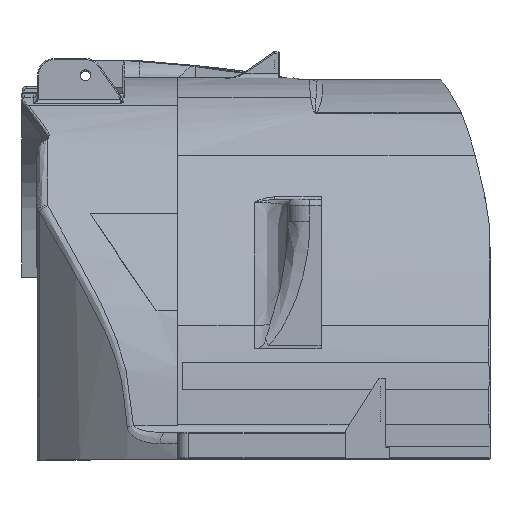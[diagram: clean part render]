
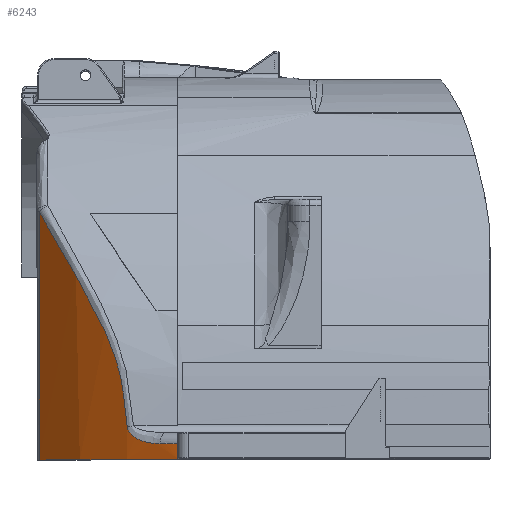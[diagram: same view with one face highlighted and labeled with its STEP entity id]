
A CAD part, front view. The second image highlights one B-rep face of the part: STEP entity #6243.
In plain terms, the highlighted cylindrical face has radius 180 mm (diameter 360 mm), a partial arc.
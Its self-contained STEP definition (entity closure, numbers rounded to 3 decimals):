
#417=B_SPLINE_CURVE_WITH_KNOTS('',3,(#13726,#13727,#13728,#13729),
 .UNSPECIFIED.,.F.,.F.,(4,4),(0.,0.001),
 .UNSPECIFIED.);
#418=B_SPLINE_CURVE_WITH_KNOTS('',3,(#13732,#13733,#13734,#13735,#13736,
#13737,#13738,#13739),.UNSPECIFIED.,.F.,.F.,(4,1,1,1,1,4),(0.,0.003,
0.005,0.01,0.015,0.02),
 .UNSPECIFIED.);
#419=B_SPLINE_CURVE_WITH_KNOTS('',3,(#13741,#13742,#13743,#13744,#13745,
#13746,#13747,#13748,#13749,#13750,#13751,#13752,#13753,#13754),
 .UNSPECIFIED.,.F.,.F.,(4,1,1,1,1,1,1,1,1,1,1,4),(0.003,0.017,
0.031,0.045,0.06,0.074,
0.081,0.088,0.095,0.102,
0.11,0.117),.UNSPECIFIED.);
#647=CYLINDRICAL_SURFACE('',#6662,180.);
#759=CIRCLE('',#6610,180.);
#770=CIRCLE('',#6663,180.);
#1492=ORIENTED_EDGE('',*,*,#3084,.T.);
#1493=ORIENTED_EDGE('',*,*,#3351,.F.);
#1494=ORIENTED_EDGE('',*,*,#3347,.T.);
#1495=ORIENTED_EDGE('',*,*,#3352,.F.);
#1496=ORIENTED_EDGE('',*,*,#3353,.F.);
#1497=ORIENTED_EDGE('',*,*,#3354,.F.);
#1498=ORIENTED_EDGE('',*,*,#3355,.F.);
#3084=EDGE_CURVE('',#4055,#4054,#759,.T.);
#3347=EDGE_CURVE('',#4256,#4255,#4671,.F.);
#3351=EDGE_CURVE('',#4256,#4054,#417,.T.);
#3352=EDGE_CURVE('',#4258,#4255,#770,.F.);
#3353=EDGE_CURVE('',#4259,#4258,#418,.T.);
#3354=EDGE_CURVE('',#4260,#4259,#419,.T.);
#3355=EDGE_CURVE('',#4055,#4260,#4675,.F.);
#4054=VERTEX_POINT('',#9864);
#4055=VERTEX_POINT('',#9866);
#4255=VERTEX_POINT('',#13716);
#4256=VERTEX_POINT('',#13718);
#4258=VERTEX_POINT('',#13731);
#4259=VERTEX_POINT('',#13740);
#4260=VERTEX_POINT('',#13755);
#4671=LINE('',#13717,#4954);
#4675=LINE('',#13756,#4958);
#4954=VECTOR('',#7399,1000.);
#4958=VECTOR('',#7411,1000.);
#5171=EDGE_LOOP('',(#1492,#1493,#1494,#1495,#1496,#1497,#1498));
#5626=FACE_BOUND('',#5171,.T.);
#6243=ADVANCED_FACE('',(#5626),#647,.T.);
#6610=AXIS2_PLACEMENT_3D('',#9865,#7224,#7225);
#6662=AXIS2_PLACEMENT_3D('',#13725,#7407,#7408);
#6663=AXIS2_PLACEMENT_3D('',#13730,#7409,#7410);
#7224=DIRECTION('',(0.,0.008,1.));
#7225=DIRECTION('',(0.,1.,-0.008));
#7399=DIRECTION('',(0.,-0.008,-1.));
#7407=DIRECTION('',(0.,-0.008,-1.));
#7408=DIRECTION('',(0.,1.,-0.008));
#7409=DIRECTION('',(0.,-0.008,-1.));
#7410=DIRECTION('',(0.,-1.,0.008));
#7411=DIRECTION('',(0.,-0.008,-1.));
#9864=CARTESIAN_POINT('',(129.98,651.865,103.234));
#9865=CARTESIAN_POINT('',(208.48,813.84,101.948));
#9866=CARTESIAN_POINT('',(67.165,702.354,102.833));
#13716=CARTESIAN_POINT('',(129.48,652.164,110.231));
#13717=CARTESIAN_POINT('',(129.48,652.783,188.229));
#13718=CARTESIAN_POINT('',(129.48,652.112,103.732));
#13725=CARTESIAN_POINT('',(208.48,814.515,186.946));
#13726=CARTESIAN_POINT('',(129.48,652.112,103.732));
#13727=CARTESIAN_POINT('',(129.48,652.11,103.452));
#13728=CARTESIAN_POINT('',(129.729,651.986,103.233));
#13729=CARTESIAN_POINT('',(129.98,651.865,103.234));
#13730=CARTESIAN_POINT('',(208.48,813.896,108.948));
#13731=CARTESIAN_POINT('',(121.653,656.227,110.199));
#13732=CARTESIAN_POINT('',(106.835,665.406,117.582));
#13733=CARTESIAN_POINT('',(107.046,665.255,116.777));
#13734=CARTESIAN_POINT('',(107.772,664.748,115.32));
#13735=CARTESIAN_POINT('',(109.882,663.32,113.111));
#13736=CARTESIAN_POINT('',(113.126,661.216,111.396));
#13737=CARTESIAN_POINT('',(117.315,658.67,110.379));
#13738=CARTESIAN_POINT('',(120.19,657.033,110.193));
#13739=CARTESIAN_POINT('',(121.653,656.227,110.199));
#13740=CARTESIAN_POINT('',(106.835,665.406,117.582));
#13741=CARTESIAN_POINT('',(67.165,703.24,214.497));
#13742=CARTESIAN_POINT('',(69.12,700.734,210.967));
#13743=CARTESIAN_POINT('',(73.137,695.854,203.872));
#13744=CARTESIAN_POINT('',(79.413,688.983,193.109));
#13745=CARTESIAN_POINT('',(85.843,682.616,182.153));
#13746=CARTESIAN_POINT('',(92.205,676.898,170.713));
#13747=CARTESIAN_POINT('',(97.046,672.913,160.667));
#13748=CARTESIAN_POINT('',(100.38,670.3,152.236));
#13749=CARTESIAN_POINT('',(102.533,668.659,145.67));
#13750=CARTESIAN_POINT('',(104.244,667.377,138.791));
#13751=CARTESIAN_POINT('',(105.287,666.589,131.771));
#13752=CARTESIAN_POINT('',(105.965,666.06,124.658));
#13753=CARTESIAN_POINT('',(106.462,665.679,119.926));
#13754=CARTESIAN_POINT('',(106.835,665.406,117.582));
#13755=CARTESIAN_POINT('',(67.165,703.24,214.497));
#13756=CARTESIAN_POINT('',(67.165,703.029,187.83));
